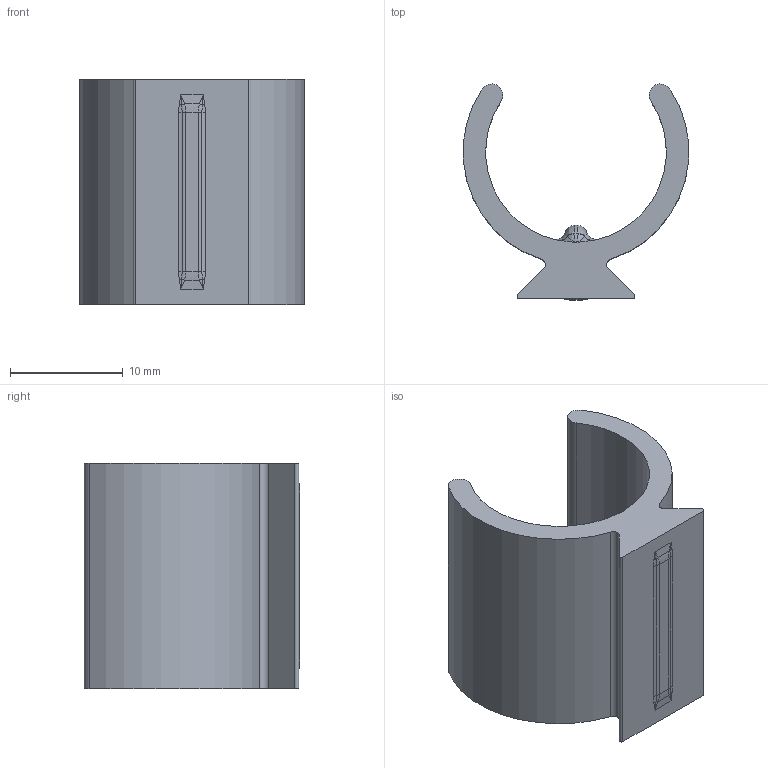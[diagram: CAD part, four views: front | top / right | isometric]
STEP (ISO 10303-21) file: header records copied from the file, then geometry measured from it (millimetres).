
FILE_DESCRIPTION(/* description */ (''),/* implementation_level */ '2;1');
FILE_NAME(/* name */ 'spool label connector v13.step',/* time_stamp */ '2024-06-01T07:38:15+02:00',/* author */ (''),/* organization */ (''),/* preprocessor_version */ 'ST-DEVELOPER v20',/* originating_system */ 'Autodesk Translation Framework v12.20.1.177',/* authorisation */ '');
FILE_SCHEMA (('AUTOMOTIVE_DESIGN { 1 0 10303 214 3 1 1 }'));
Length unit declared in the file: millimetre
Products named in the file (1): spool label connector
Bounding box: 19.93 x 19.1 x 20 mm (x, y, z)
Volume: 2162.8 mm3; surface area: 2177 mm2
Topology: 1 solids, 1 shells, 74 faces, 180 edges, 100 vertices
Faces by surface type: bspline 45, cylinder 22, plane 7
Entity records: 3122 total; most frequent: CARTESIAN_POINT 1652, ORIENTED_EDGE 342, DIRECTION 222, EDGE_CURVE 171, VERTEX_POINT 100, AXIS2_PLACEMENT_3D 93, EDGE_LOOP 75, FACE_OUTER_BOUND 74
